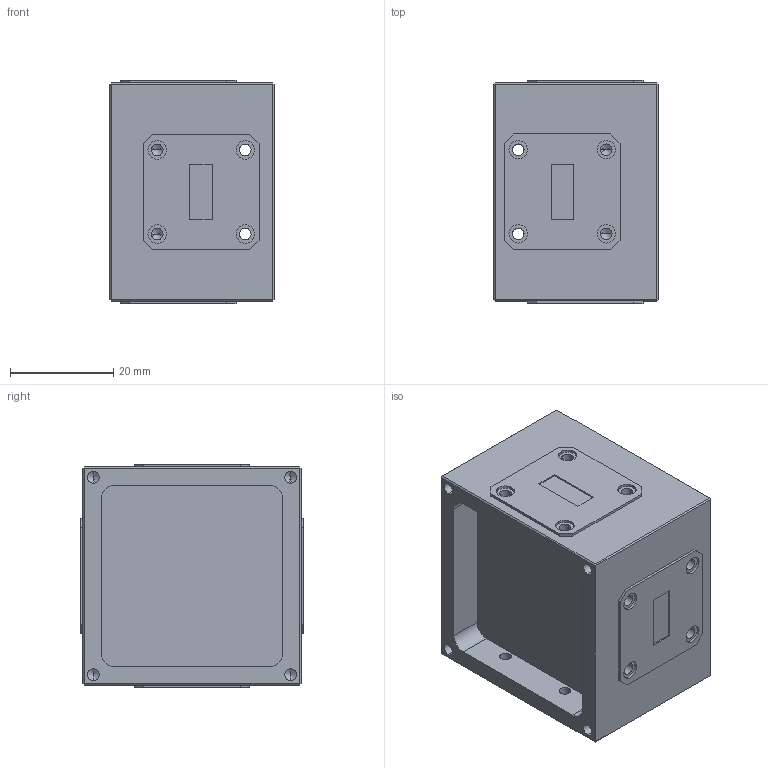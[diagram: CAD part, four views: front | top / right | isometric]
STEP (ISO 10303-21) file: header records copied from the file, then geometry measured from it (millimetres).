
FILE_DESCRIPTION (( 'STEP AP214' ), '1' );
FILE_NAME ('WX-BK-4-F3-A, Defeatured.STEP', '2022-06-03T18:47:20', ( '' ), ( '' ), 'SwSTEP 2.0', 'SolidWorks 2021', '' );
FILE_SCHEMA (( 'AUTOMOTIVE_DESIGN' ));
Length unit declared in the file: inch
Products named in the file (1): WX-BK-4-F3-A, Defeatured
Bounding box: 31.75 x 43.18 x 43.18 mm (x, y, z)
Volume: 40230.6 mm3; surface area: 12359.9 mm2
Topology: 1 solids, 1 shells, 324 faces, 732 edges, 432 vertices
Faces by surface type: plane 144, cylinder 104, cone 76
Entity records: 13062 total; most frequent: CARTESIAN_POINT 1645, DIRECTION 1574, ORIENTED_EDGE 1400, EDGE_CURVE 700, AXIS2_PLACEMENT_3D 577, VERTEX_POINT 432, LINE 420, VECTOR 420
